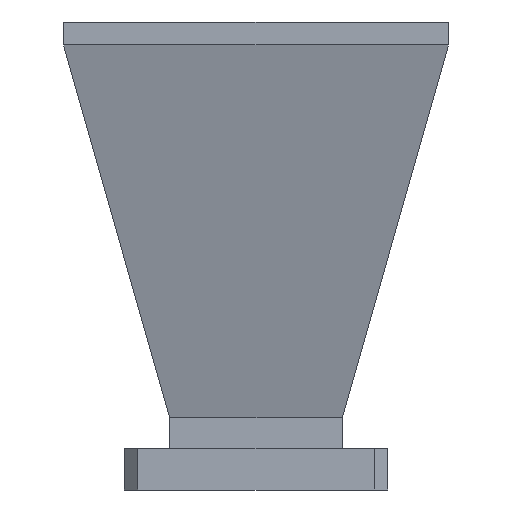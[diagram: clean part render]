
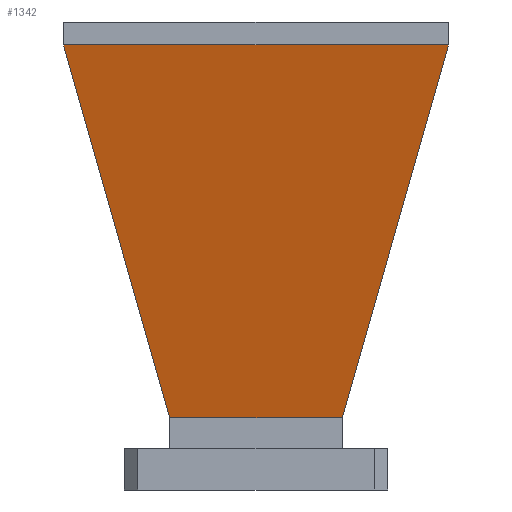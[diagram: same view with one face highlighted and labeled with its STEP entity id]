
A CAD part, left-side view. The second image highlights one B-rep face of the part: STEP entity #1342.
In plain terms, the highlighted planar face has unit normal (-0.972, 0, -0.235).
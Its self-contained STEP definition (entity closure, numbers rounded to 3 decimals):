
#13 = LINE ( 'NONE', #106, #167 ) ;
#27 = VECTOR ( 'NONE', #1292, 1000. ) ;
#29 = CARTESIAN_POINT ( 'NONE',  ( -7.763, -12.543, 49.643 ) ) ;
#79 = FACE_OUTER_BOUND ( 'NONE', #205, .T. ) ;
#100 = DIRECTION ( 'NONE',  ( -0.226, -0.267, 0.937 ) ) ;
#106 = CARTESIAN_POINT ( 'NONE',  ( -7.762, 0., 49.643 ) ) ;
#121 = CARTESIAN_POINT ( 'NONE',  ( -20.86, 27.932, 103.84 ) ) ;
#143 = ORIENTED_EDGE ( 'NONE', *, *, #576, .T. ) ;
#167 = VECTOR ( 'NONE', #564, 1000. ) ;
#205 = EDGE_LOOP ( 'NONE', ( #143, #1109, #841, #1429, #399, #490 ) ) ;
#209 = VERTEX_POINT ( 'NONE', #921 ) ;
#215 = CARTESIAN_POINT ( 'NONE',  ( -20.812, -27.932, 103.641 ) ) ;
#228 = EDGE_CURVE ( 'NONE', #884, #292, #1384, .T. ) ;
#292 = VERTEX_POINT ( 'NONE', #376 ) ;
#346 = VECTOR ( 'NONE', #982, 1000. ) ;
#376 = CARTESIAN_POINT ( 'NONE',  ( -20.812, 27.932, 103.641 ) ) ;
#399 = ORIENTED_EDGE ( 'NONE', *, *, #1319, .T. ) ;
#405 = AXIS2_PLACEMENT_3D ( 'NONE', #520, #1458, #863 ) ;
#446 = LINE ( 'NONE', #1391, #27 ) ;
#490 = ORIENTED_EDGE ( 'NONE', *, *, #1043, .T. ) ;
#520 = CARTESIAN_POINT ( 'NONE',  ( -14.584, 0., 77.87 ) ) ;
#536 = LINE ( 'NONE', #1005, #346 ) ;
#555 = EDGE_CURVE ( 'NONE', #909, #658, #446, .T. ) ;
#564 = DIRECTION ( 'NONE',  ( 0., -1., 0. ) ) ;
#576 = EDGE_CURVE ( 'NONE', #1469, #909, #1044, .T. ) ;
#606 = CARTESIAN_POINT ( 'NONE',  ( -20.86, -27.932, 103.84 ) ) ;
#627 = EDGE_CURVE ( 'NONE', #658, #884, #1299, .T. ) ;
#658 = VERTEX_POINT ( 'NONE', #606 ) ;
#695 = DIRECTION ( 'NONE',  ( 0.235, 0., -0.972 ) ) ;
#712 = DIRECTION ( 'NONE',  ( 0., 1., 0. ) ) ;
#803 = CARTESIAN_POINT ( 'NONE',  ( -7.762, -12.543, 49.643 ) ) ;
#841 = ORIENTED_EDGE ( 'NONE', *, *, #627, .T. ) ;
#863 = DIRECTION ( 'NONE',  ( -0.235, 0., 0.972 ) ) ;
#884 = VERTEX_POINT ( 'NONE', #121 ) ;
#909 = VERTEX_POINT ( 'NONE', #215 ) ;
#921 = CARTESIAN_POINT ( 'NONE',  ( -7.763, 12.543, 49.643 ) ) ;
#982 = DIRECTION ( 'NONE',  ( 0.226, -0.267, -0.937 ) ) ;
#999 = PLANE ( 'NONE',  #405 ) ;
#1005 = CARTESIAN_POINT ( 'NONE',  ( -20.812, 27.932, 103.641 ) ) ;
#1043 = EDGE_CURVE ( 'NONE', #209, #1469, #13, .T. ) ;
#1044 = LINE ( 'NONE', #803, #1181 ) ;
#1075 = VECTOR ( 'NONE', #712, 1000. ) ;
#1109 = ORIENTED_EDGE ( 'NONE', *, *, #555, .T. ) ;
#1181 = VECTOR ( 'NONE', #100, 1000. ) ;
#1264 = CARTESIAN_POINT ( 'NONE',  ( -20.86, 0., 103.84 ) ) ;
#1268 = CARTESIAN_POINT ( 'NONE',  ( -20.86, 27.932, 103.84 ) ) ;
#1274 = VECTOR ( 'NONE', #695, 1000. ) ;
#1292 = DIRECTION ( 'NONE',  ( -0.235, 0., 0.972 ) ) ;
#1299 = LINE ( 'NONE', #1264, #1075 ) ;
#1319 = EDGE_CURVE ( 'NONE', #292, #209, #536, .T. ) ;
#1342 = ADVANCED_FACE ( 'NONE', ( #79 ), #999, .T. ) ;
#1384 = LINE ( 'NONE', #1268, #1274 ) ;
#1391 = CARTESIAN_POINT ( 'NONE',  ( -20.812, -27.932, 103.641 ) ) ;
#1429 = ORIENTED_EDGE ( 'NONE', *, *, #228, .T. ) ;
#1458 = DIRECTION ( 'NONE',  ( -0.972, 0., -0.235 ) ) ;
#1469 = VERTEX_POINT ( 'NONE', #29 ) ;
